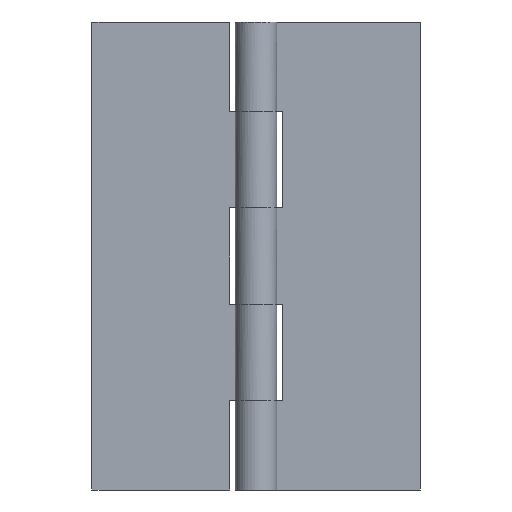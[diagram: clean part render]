
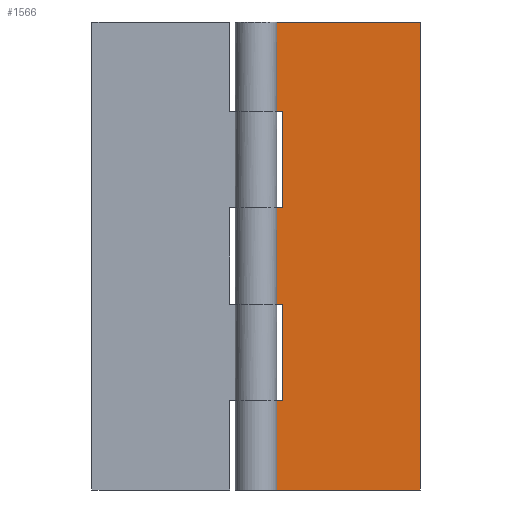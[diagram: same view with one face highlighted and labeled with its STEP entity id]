
A CAD part, front view. The second image highlights one B-rep face of the part: STEP entity #1566.
In plain terms, the highlighted free-form (B-spline) face has degree [1, 1] with [2, 2] control points.
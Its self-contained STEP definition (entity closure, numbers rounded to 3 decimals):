
#766=CARTESIAN_POINT('',(5.75,2.5,40.5));
#767=VERTEX_POINT('',#766);
#782=CARTESIAN_POINT('',(5.75,2.5,19.5));
#783=VERTEX_POINT('',#782);
#789=CARTESIAN_POINT('',(5.75,2.5,40.5));
#790=CARTESIAN_POINT('',(5.75,2.5,19.5));
#791=QUASI_UNIFORM_CURVE('',1,(#789,#790),.UNSPECIFIED.,.F.,.U.);
#792=EDGE_CURVE('',#767,#783,#791,.T.);
#802=CARTESIAN_POINT('',(0.0,2.5,40.5));
#803=VERTEX_POINT('',#802);
#859=CARTESIAN_POINT('',(0.0,2.5,40.5));
#860=CARTESIAN_POINT('',(5.75,2.5,40.5));
#861=QUASI_UNIFORM_CURVE('',1,(#859,#860),.UNSPECIFIED.,.F.,.U.);
#862=EDGE_CURVE('',#803,#767,#861,.T.);
#908=CARTESIAN_POINT('',(0.0,2.5,19.5));
#909=VERTEX_POINT('',#908);
#929=CARTESIAN_POINT('',(5.75,2.5,19.5));
#930=CARTESIAN_POINT('',(0.0,2.5,19.5));
#931=QUASI_UNIFORM_CURVE('',1,(#929,#930),.UNSPECIFIED.,.F.,.U.);
#932=EDGE_CURVE('',#783,#909,#931,.T.);
#942=CARTESIAN_POINT('',(5.75,2.5,82.5));
#943=VERTEX_POINT('',#942);
#958=CARTESIAN_POINT('',(5.75,2.5,61.5));
#959=VERTEX_POINT('',#958);
#965=CARTESIAN_POINT('',(5.75,2.5,82.5));
#966=CARTESIAN_POINT('',(5.75,2.5,61.5));
#967=QUASI_UNIFORM_CURVE('',1,(#965,#966),.UNSPECIFIED.,.F.,.U.);
#968=EDGE_CURVE('',#943,#959,#967,.T.);
#1014=CARTESIAN_POINT('',(0.0,2.5,61.5));
#1015=VERTEX_POINT('',#1014);
#1035=CARTESIAN_POINT('',(5.75,2.5,61.5));
#1036=CARTESIAN_POINT('',(0.0,2.5,61.5));
#1037=QUASI_UNIFORM_CURVE('',1,(#1035,#1036),.UNSPECIFIED.,.F.,.U.);
#1038=EDGE_CURVE('',#959,#1015,#1037,.T.);
#1048=CARTESIAN_POINT('',(0.0,2.5,82.5));
#1049=VERTEX_POINT('',#1048);
#1105=CARTESIAN_POINT('',(0.0,2.5,82.5));
#1106=CARTESIAN_POINT('',(5.75,2.5,82.5));
#1107=QUASI_UNIFORM_CURVE('',1,(#1105,#1106),.UNSPECIFIED.,.F.,.U.);
#1108=EDGE_CURVE('',#1049,#943,#1107,.T.);
#1127=CARTESIAN_POINT('',(35.75,2.5,0.0));
#1128=VERTEX_POINT('',#1127);
#1134=CARTESIAN_POINT('',(0.0,2.5,0.0));
#1135=VERTEX_POINT('',#1134);
#1136=CARTESIAN_POINT('',(35.75,2.5,0.0));
#1137=CARTESIAN_POINT('',(0.0,2.5,0.0));
#1138=QUASI_UNIFORM_CURVE('',1,(#1136,#1137),.UNSPECIFIED.,.F.,.U.);
#1139=EDGE_CURVE('',#1128,#1135,#1138,.T.);
#1233=CARTESIAN_POINT('',(0.0,2.5,102.));
#1234=VERTEX_POINT('',#1233);
#1254=CARTESIAN_POINT('',(35.75,2.5,102.));
#1255=VERTEX_POINT('',#1254);
#1256=CARTESIAN_POINT('',(35.75,2.5,102.));
#1257=CARTESIAN_POINT('',(0.0,2.5,102.));
#1258=QUASI_UNIFORM_CURVE('',1,(#1256,#1257),.UNSPECIFIED.,.F.,.U.);
#1259=EDGE_CURVE('',#1255,#1234,#1258,.T.);
#1281=CARTESIAN_POINT('',(35.75,2.5,102.));
#1282=CARTESIAN_POINT('',(35.75,2.5,0.0));
#1283=QUASI_UNIFORM_CURVE('',1,(#1281,#1282),.UNSPECIFIED.,.F.,.U.);
#1284=EDGE_CURVE('',#1255,#1128,#1283,.T.);
#1365=CARTESIAN_POINT('',(0.0,2.5,102.));
#1366=CARTESIAN_POINT('',(0.0,2.5,82.5));
#1367=QUASI_UNIFORM_CURVE('',1,(#1365,#1366),.UNSPECIFIED.,.F.,.U.);
#1368=EDGE_CURVE('',#1234,#1049,#1367,.T.);
#1504=CARTESIAN_POINT('',(0.0,2.5,61.5));
#1505=CARTESIAN_POINT('',(0.0,2.5,40.5));
#1506=QUASI_UNIFORM_CURVE('',1,(#1504,#1505),.UNSPECIFIED.,.F.,.U.);
#1507=EDGE_CURVE('',#1015,#803,#1506,.T.);
#1539=CARTESIAN_POINT('',(0.0,2.5,19.5));
#1540=CARTESIAN_POINT('',(0.0,2.5,0.0));
#1541=QUASI_UNIFORM_CURVE('',1,(#1539,#1540),.UNSPECIFIED.,.F.,.U.);
#1542=EDGE_CURVE('',#909,#1135,#1541,.T.);
#1547=CARTESIAN_POINT('',(-1.786,2.5,107.095));
#1548=CARTESIAN_POINT('',(-1.786,2.5,-5.095));
#1549=CARTESIAN_POINT('',(37.536,2.5,107.095));
#1550=CARTESIAN_POINT('',(37.536,2.5,-5.095));
#1551=B_SPLINE_SURFACE_WITH_KNOTS('',1,1,((#1547,#1549),(#1548,#1550)),.UNSPECIFIED.,.F.,.F.,.U.,(2,2),(2,2),(0.0,112.19),(0.0,39.321),.UNSPECIFIED.);
#1552=ORIENTED_EDGE('',*,*,#792,.T.);
#1553=ORIENTED_EDGE('',*,*,#932,.T.);
#1554=ORIENTED_EDGE('',*,*,#1542,.T.);
#1555=ORIENTED_EDGE('',*,*,#1139,.F.);
#1556=ORIENTED_EDGE('',*,*,#1284,.F.);
#1557=ORIENTED_EDGE('',*,*,#1259,.T.);
#1558=ORIENTED_EDGE('',*,*,#1368,.T.);
#1559=ORIENTED_EDGE('',*,*,#1108,.T.);
#1560=ORIENTED_EDGE('',*,*,#968,.T.);
#1561=ORIENTED_EDGE('',*,*,#1038,.T.);
#1562=ORIENTED_EDGE('',*,*,#1507,.T.);
#1563=ORIENTED_EDGE('',*,*,#862,.T.);
#1564=EDGE_LOOP('',(#1552,#1553,#1554,#1555,#1556,#1557,#1558,#1559,#1560,#1561,#1562,#1563));
#1565=FACE_OUTER_BOUND('',#1564,.T.);
#1566=ADVANCED_FACE('',(#1565),#1551,.T.);
